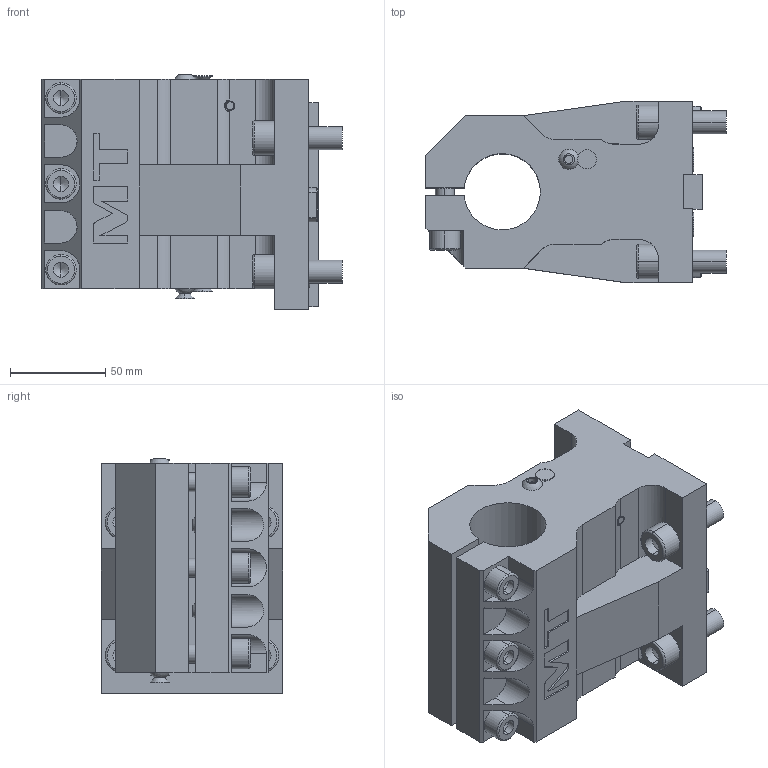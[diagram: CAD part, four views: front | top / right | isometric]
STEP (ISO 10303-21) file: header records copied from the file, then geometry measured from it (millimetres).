
FILE_DESCRIPTION((''),'2;1');
FILE_NAME('DWO0204000_CONF','2023-05-08T15:13:42',('gvalli'),('M.T. srl'),'CREO PARAMETRIC BY PTC INC, 2021072','CREO PARAMETRIC BY PTC INC, 2021072','');
FILE_SCHEMA(('CONFIG_CONTROL_DESIGN'));
Length unit declared in the file: millimetre
Products named in the file (1): DWO0204000_CONF
Bounding box: 157.5 x 95 x 123.5 mm (x, y, z)
Volume: 1003560.8 mm3; surface area: 109337.3 mm2
Topology: 1 solids, 1 shells, 299 faces, 743 edges, 473 vertices
Faces by surface type: plane 149, cylinder 86, cone 36, torus 18, sphere 6, extrusion 4
Entity records: 9217 total; most frequent: CARTESIAN_POINT 1932, DIRECTION 1555, ORIENTED_EDGE 1458, EDGE_CURVE 729, AXIS2_PLACEMENT_3D 554, VERTEX_POINT 473, VECTOR 447, LINE 443
